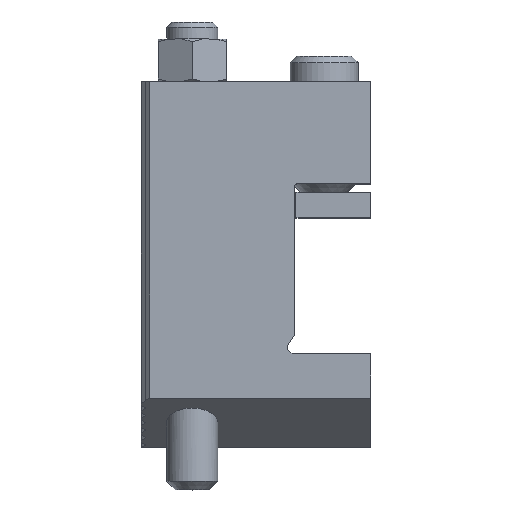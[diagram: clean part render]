
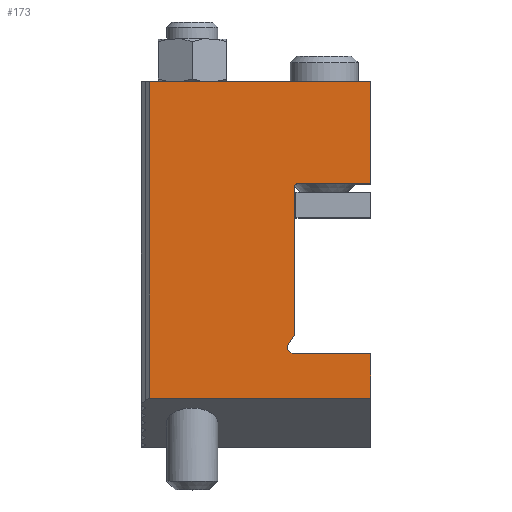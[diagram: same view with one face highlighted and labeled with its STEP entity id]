
A CAD part, top view. The second image highlights one B-rep face of the part: STEP entity #173.
In plain terms, the highlighted planar face has unit normal (0, 0, 1).
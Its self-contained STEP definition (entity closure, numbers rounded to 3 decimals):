
#116=CIRCLE('',#2815,0.8);
#117=CIRCLE('',#2816,0.4);
#173=ADVANCED_FACE('',(#430),#317,.T.);
#317=PLANE('',#2817);
#430=FACE_OUTER_BOUND('',#561,.T.);
#561=EDGE_LOOP('',(#1002,#1003,#1004,#1005,#1006,#1007,#1008,#1009,#1010,
#1011,#1012));
#1002=ORIENTED_EDGE('',*,*,#1978,.F.);
#1003=ORIENTED_EDGE('',*,*,#1979,.T.);
#1004=ORIENTED_EDGE('',*,*,#1980,.F.);
#1005=ORIENTED_EDGE('',*,*,#1765,.F.);
#1006=ORIENTED_EDGE('',*,*,#1981,.T.);
#1007=ORIENTED_EDGE('',*,*,#1982,.F.);
#1008=ORIENTED_EDGE('',*,*,#1977,.T.);
#1009=ORIENTED_EDGE('',*,*,#1845,.T.);
#1010=ORIENTED_EDGE('',*,*,#1966,.T.);
#1011=ORIENTED_EDGE('',*,*,#1949,.T.);
#1012=ORIENTED_EDGE('',*,*,#1967,.T.);
#1497=VERTEX_POINT('',#3634);
#1503=VERTEX_POINT('',#3656);
#1583=VERTEX_POINT('',#3817);
#1584=VERTEX_POINT('',#3819);
#1650=VERTEX_POINT('',#4011);
#1651=VERTEX_POINT('',#4013);
#1659=VERTEX_POINT('',#4042);
#1665=VERTEX_POINT('',#4059);
#1666=VERTEX_POINT('',#4063);
#1667=VERTEX_POINT('',#4065);
#1668=VERTEX_POINT('',#4068);
#1765=EDGE_CURVE('',#1503,#1497,#2148,.T.);
#1845=EDGE_CURVE('',#1584,#1583,#2220,.T.);
#1949=EDGE_CURVE('',#1651,#1650,#2323,.T.);
#1966=EDGE_CURVE('',#1583,#1651,#2340,.T.);
#1967=EDGE_CURVE('',#1650,#1659,#2341,.T.);
#1977=EDGE_CURVE('',#1665,#1584,#2349,.T.);
#1978=EDGE_CURVE('',#1666,#1659,#2350,.T.);
#1979=EDGE_CURVE('',#1666,#1667,#116,.T.);
#1980=EDGE_CURVE('',#1497,#1667,#2351,.T.);
#1981=EDGE_CURVE('',#1503,#1668,#117,.T.);
#1982=EDGE_CURVE('',#1665,#1668,#2352,.T.);
#2148=LINE('',#3657,#2463);
#2220=LINE('',#3818,#2535);
#2323=LINE('',#4012,#2638);
#2340=LINE('',#4039,#2655);
#2341=LINE('',#4041,#2656);
#2349=LINE('',#4060,#2664);
#2350=LINE('',#4062,#2665);
#2351=LINE('',#4066,#2666);
#2352=LINE('',#4069,#2667);
#2463=VECTOR('',#2961,1.);
#2535=VECTOR('',#3051,1.);
#2638=VECTOR('',#3202,1.);
#2655=VECTOR('',#3223,1.);
#2656=VECTOR('',#3226,1.);
#2664=VECTOR('',#3242,1.);
#2665=VECTOR('',#3245,1.);
#2666=VECTOR('',#3248,1.);
#2667=VECTOR('',#3251,1.);
#2815=AXIS2_PLACEMENT_3D('',#4064,#3246,#3247);
#2816=AXIS2_PLACEMENT_3D('',#4067,#3249,#3250);
#2817=AXIS2_PLACEMENT_3D('',#4070,#3252,#3253);
#2961=DIRECTION('',(0.,-1.,0.));
#3051=DIRECTION('',(-1.,0.,0.));
#3202=DIRECTION('',(1.,0.,0.));
#3223=DIRECTION('',(0.,-1.,0.));
#3226=DIRECTION('',(0.,1.,0.));
#3242=DIRECTION('',(0.,1.,0.));
#3245=DIRECTION('',(1.,0.,0.));
#3246=DIRECTION('',(0.,0.,-1.));
#3247=DIRECTION('',(1.,0.,0.));
#3248=DIRECTION('',(-0.574,-0.819,0.));
#3249=DIRECTION('',(0.,0.,-1.));
#3250=DIRECTION('',(1.,0.,0.));
#3251=DIRECTION('',(-1.,0.,0.));
#3252=DIRECTION('',(0.,0.,1.));
#3253=DIRECTION('',(-1.,0.,0.));
#3634=CARTESIAN_POINT('',(17.825,-13.8,20.));
#3656=CARTESIAN_POINT('',(17.825,3.6,20.));
#3657=CARTESIAN_POINT('',(17.825,-5.5,20.));
#3817=CARTESIAN_POINT('',(0.825,16.,20.));
#3818=CARTESIAN_POINT('',(26.825,16.,20.));
#3819=CARTESIAN_POINT('',(26.825,16.,20.));
#4011=CARTESIAN_POINT('',(26.825,-21.226,20.));
#4012=CARTESIAN_POINT('',(26.825,-21.226,20.));
#4013=CARTESIAN_POINT('',(0.825,-21.226,20.));
#4039=CARTESIAN_POINT('',(0.825,-5.5,20.));
#4041=CARTESIAN_POINT('',(26.825,-5.5,20.));
#4042=CARTESIAN_POINT('',(26.825,-16.,20.));
#4059=CARTESIAN_POINT('',(26.825,4.,20.));
#4060=CARTESIAN_POINT('',(26.825,-5.5,20.));
#4062=CARTESIAN_POINT('',(26.825,-16.,20.));
#4063=CARTESIAN_POINT('',(17.821,-16.,20.));
#4064=CARTESIAN_POINT('',(17.821,-15.2,20.));
#4065=CARTESIAN_POINT('',(17.166,-14.741,20.));
#4066=CARTESIAN_POINT('',(17.825,-13.8,20.));
#4067=CARTESIAN_POINT('',(18.225,3.6,20.));
#4068=CARTESIAN_POINT('',(18.225,4.,20.));
#4069=CARTESIAN_POINT('',(26.825,4.,20.));
#4070=CARTESIAN_POINT('',(26.825,-5.5,20.));
